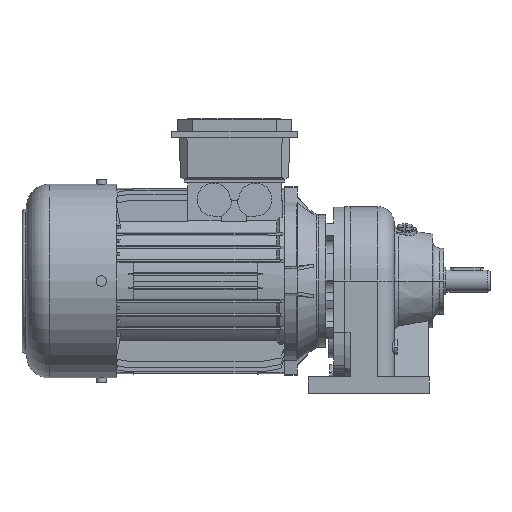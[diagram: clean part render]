
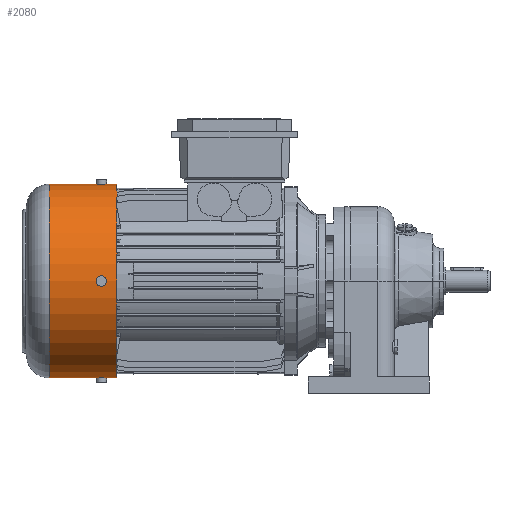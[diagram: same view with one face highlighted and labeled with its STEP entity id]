
A CAD part, left-side view. The second image highlights one B-rep face of the part: STEP entity #2080.
In plain terms, the highlighted cylindrical face has radius 88.03 mm (diameter 176.06 mm), a partial arc.
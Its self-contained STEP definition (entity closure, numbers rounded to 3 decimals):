
#2080=ADVANCED_FACE('',(#4991),#4992,.T.);
#4991=FACE_OUTER_BOUND('',#8890,.T.);
#4992=CYLINDRICAL_SURFACE('',#8891,88.03);
#8890=EDGE_LOOP('',(#14265,#14266,#14267,#14268));
#8891=AXIS2_PLACEMENT_3D('',#14269,#14270,#14271);
#14265=ORIENTED_EDGE('',*,*,#24897,.T.);
#14266=ORIENTED_EDGE('',*,*,#24893,.F.);
#14267=ORIENTED_EDGE('',*,*,#24899,.T.);
#14268=ORIENTED_EDGE('',*,*,#24911,.T.);
#14269=CARTESIAN_POINT('',(0.0,237.56,0.0));
#14270=DIRECTION('',(0.0,1.0,0.0));
#14271=DIRECTION('',(0.0,0.0,1.0));
#24893=EDGE_CURVE('',#30042,#30045,#30046,.T.);
#24897=EDGE_CURVE('',#30051,#30045,#30052,.T.);
#24899=EDGE_CURVE('',#30042,#30053,#30055,.T.);
#24911=EDGE_CURVE('',#30053,#30051,#30071,.T.);
#30042=VERTEX_POINT('',#37388);
#30045=VERTEX_POINT('',#37391);
#30046=CIRCLE('',#37392,88.03);
#30051=VERTEX_POINT('',#37397);
#30052=LINE('',#37398,#37399);
#30053=VERTEX_POINT('',#37400);
#30055=LINE('',#37402,#37403);
#30071=CIRCLE('',#37421,88.03);
#37388=CARTESIAN_POINT('',(0.,268.12,-88.03));
#37391=CARTESIAN_POINT('',(0.0,268.12,88.03));
#37392=AXIS2_PLACEMENT_3D('',#49512,#49513,#49514);
#37397=CARTESIAN_POINT('',(0.0,207.0,88.03));
#37398=CARTESIAN_POINT('',(0.,237.56,88.03));
#37399=VECTOR('',#49521,1.0);
#37400=CARTESIAN_POINT('',(0.,207.0,-88.03));
#37402=CARTESIAN_POINT('',(0.,237.56,-88.03));
#37403=VECTOR('',#49525,1.0);
#37421=AXIS2_PLACEMENT_3D('',#49543,#49544,#49545);
#49512=CARTESIAN_POINT('',(0.0,268.12,0.0));
#49513=DIRECTION('',(0.0,1.0,0.0));
#49514=DIRECTION('',(0.0,0.0,1.0));
#49521=DIRECTION('',(0.0,1.0,0.0));
#49525=DIRECTION('',(-0.0,-1.0,-0.0));
#49543=CARTESIAN_POINT('',(0.0,207.0,0.0));
#49544=DIRECTION('',(0.0,1.0,0.0));
#49545=DIRECTION('',(0.0,0.0,1.0));
